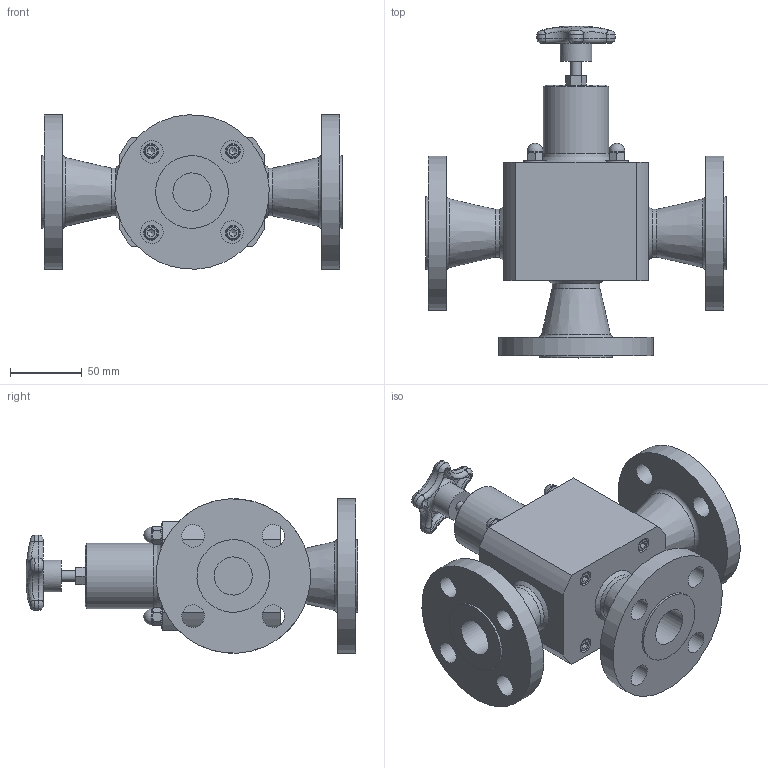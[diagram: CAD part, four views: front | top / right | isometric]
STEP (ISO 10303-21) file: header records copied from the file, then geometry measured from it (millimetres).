
FILE_DESCRIPTION((''),'2;1');
FILE_NAME('TVPFW10-SS_R0.ipt.stp','2017-04-04T12:17:03',(''),(''),'Autodesk Inventor 2009','Autodesk Inventor 2009','');
FILE_SCHEMA(('AUTOMOTIVE_DESIGN { 1 0 10303 214 1 1 1 1 }'));
Length unit declared in the file: inch
Products named in the file (1): TVPFW10-SS_R0
Bounding box: 209.8 x 231.89 x 107.73 mm (x, y, z)
Volume: 1127654.4 mm3; surface area: 153096.3 mm2
Topology: 1 solids, 6 shells, 380 faces, 870 edges, 533 vertices
Faces by surface type: plane 156, bspline 108, cylinder 69, torus 18, sphere 17, cone 12
Full cylindrical faces by diameter (mm): 4.445 x4, 7.442 x1, 9.525 x4, 10.998 x4, 15.748 x12, 15.875 x4, 22.098 x1, 26.645 x3, 33.401 x3, 45.72 x1, 50.8 x3, 63.5 x1, 64.135 x1, 107.95 x3
Entity records: 14698 total; most frequent: CARTESIAN_POINT 6704, ORIENTED_EDGE 1560, DIRECTION 1502, EDGE_CURVE 780, AXIS2_PLACEMENT_3D 648, VERTEX_POINT 525, EDGE_LOOP 519, FACE_OUTER_BOUND 380
